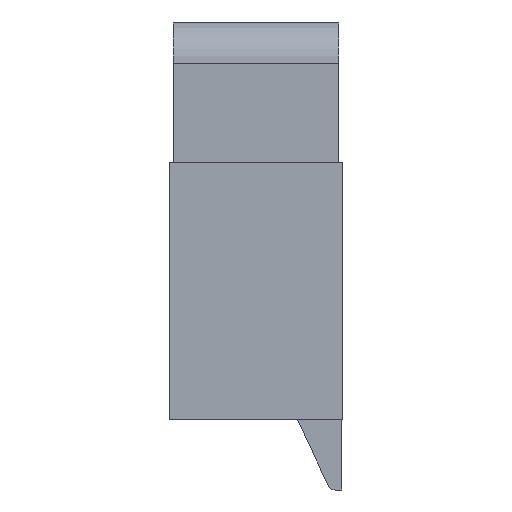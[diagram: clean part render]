
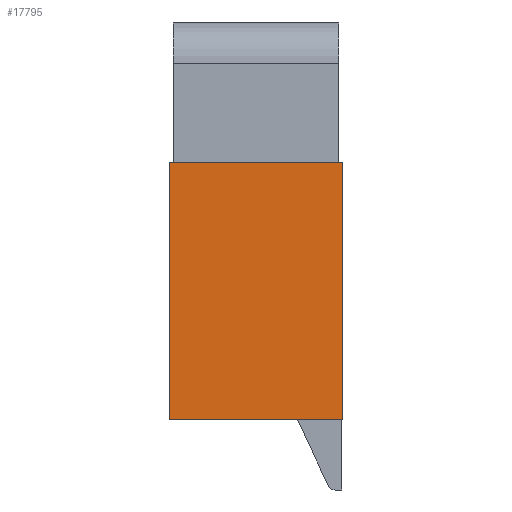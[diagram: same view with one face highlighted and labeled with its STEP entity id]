
A CAD part, left-side view. The second image highlights one B-rep face of the part: STEP entity #17795.
In plain terms, the highlighted planar face has unit normal (-1, 0, 0).
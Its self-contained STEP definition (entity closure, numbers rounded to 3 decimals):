
#1031=ORIENTED_EDGE('',*,*,#6229,.T.);
#1032=ORIENTED_EDGE('',*,*,#6223,.F.);
#1033=ORIENTED_EDGE('',*,*,#6219,.F.);
#1034=ORIENTED_EDGE('',*,*,#6230,.F.);
#1035=ORIENTED_EDGE('',*,*,#6231,.F.);
#1036=ORIENTED_EDGE('',*,*,#6226,.T.);
#6219=EDGE_CURVE('',#8769,#8760,#10650,.T.);
#6223=EDGE_CURVE('',#8760,#8771,#10654,.T.);
#6226=EDGE_CURVE('',#8774,#8773,#10657,.T.);
#6229=EDGE_CURVE('',#8773,#8771,#10660,.T.);
#6230=EDGE_CURVE('',#8776,#8769,#10661,.T.);
#6231=EDGE_CURVE('',#8774,#8776,#10662,.T.);
#8760=VERTEX_POINT('',#25500);
#8769=VERTEX_POINT('',#25533);
#8771=VERTEX_POINT('',#25542);
#8773=VERTEX_POINT('',#25547);
#8774=VERTEX_POINT('',#25549);
#8776=VERTEX_POINT('',#25556);
#10650=LINE('',#25534,#13165);
#10654=LINE('',#25541,#13169);
#10657=LINE('',#25548,#13172);
#10660=LINE('',#25554,#13175);
#10661=LINE('',#25555,#13176);
#10662=LINE('',#25557,#13177);
#13165=VECTOR('',#20541,1000.);
#13169=VECTOR('',#20549,1000.);
#13172=VECTOR('',#20554,1000.);
#13175=VECTOR('',#20559,1000.);
#13176=VECTOR('',#20560,1000.);
#13177=VECTOR('',#20561,1000.);
#15184=EDGE_LOOP('',(#1031,#1032,#1033,#1034,#1035,#1036));
#16079=FACE_BOUND('',#15184,.T.);
#16972=PLANE('',#18720);
#17795=ADVANCED_FACE('',(#16079),#16972,.F.);
#18720=AXIS2_PLACEMENT_3D('',#25553,#20557,#20558);
#20541=DIRECTION('',(0.,-1.,0.));
#20549=DIRECTION('',(0.,-1.,0.));
#20554=DIRECTION('',(0.,-1.,0.));
#20557=DIRECTION('',(1.,0.,0.));
#20558=DIRECTION('',(0.,0.,-1.));
#20559=DIRECTION('',(0.,0.,1.));
#20560=DIRECTION('',(0.,-1.,0.));
#20561=DIRECTION('',(0.,0.,1.));
#25500=CARTESIAN_POINT('',(-8.075,0.,-1.7));
#25533=CARTESIAN_POINT('',(-8.075,2.,-1.7));
#25534=CARTESIAN_POINT('',(-8.075,2.05,-1.7));
#25541=CARTESIAN_POINT('',(-8.075,2.05,-1.7));
#25542=CARTESIAN_POINT('',(-8.075,-0.05,-1.7));
#25547=CARTESIAN_POINT('',(-8.075,-0.05,-4.82));
#25548=CARTESIAN_POINT('',(-8.075,2.05,-4.82));
#25549=CARTESIAN_POINT('',(-8.075,2.05,-4.82));
#25553=CARTESIAN_POINT('',(-8.075,2.05,-4.82));
#25554=CARTESIAN_POINT('',(-8.075,-0.05,-4.82));
#25555=CARTESIAN_POINT('',(-8.075,2.05,-1.7));
#25556=CARTESIAN_POINT('',(-8.075,2.05,-1.7));
#25557=CARTESIAN_POINT('',(-8.075,2.05,-4.82));
